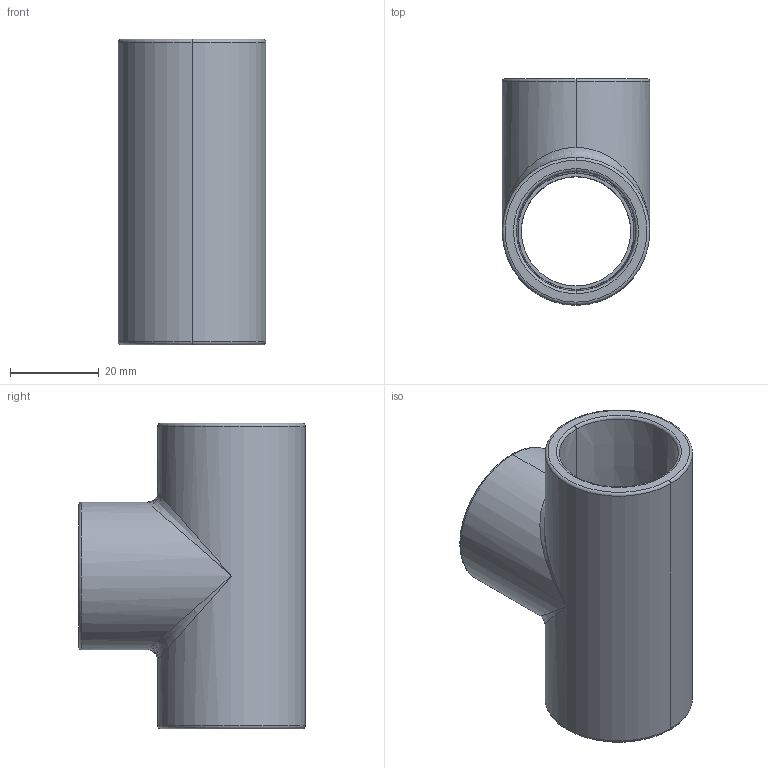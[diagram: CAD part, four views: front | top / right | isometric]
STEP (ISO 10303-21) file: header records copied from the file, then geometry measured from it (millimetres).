
FILE_DESCRIPTION (( 'STEP AP203' ), '1' );
FILE_NAME ('4880K42_Standard-Wall PVC Pipe Fitting for Water.STEP', '2025-02-25T14:45:18', ( 'Administrator' ), ( 'Managed by Terraform' ), 'SwSTEP 2.0', 'SolidWorks 2017', '' );
FILE_SCHEMA (( 'CONFIG_CONTROL_DESIGN' ));
Length unit declared in the file: inch
Products named in the file (1): 4880K42_Standard-Wall PVC Pipe Fitting for Water
Bounding box: 33.17 x 50.93 x 68.68 mm (x, y, z)
Volume: 27741.3 mm3; surface area: 16602.2 mm2
Topology: 1 solids, 1 shells, 40 faces, 92 edges, 52 vertices
Faces by surface type: torus 18, cylinder 8, cone 6, plane 6, bspline 2
Entity records: 1393 total; most frequent: CARTESIAN_POINT 419, DIRECTION 214, ORIENTED_EDGE 176, AXIS2_PLACEMENT_3D 99, EDGE_CURVE 88, CIRCLE 60, VERTEX_POINT 52, EDGE_LOOP 46
